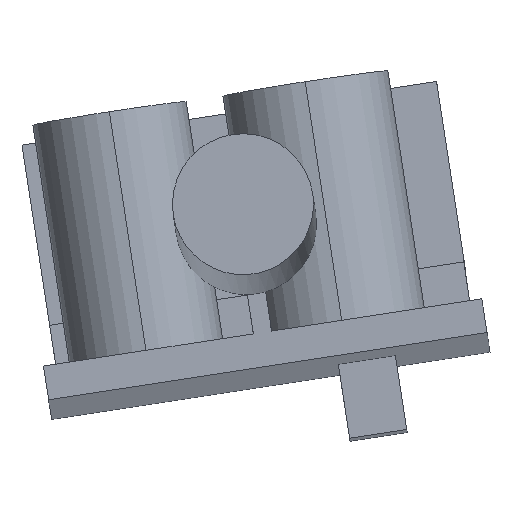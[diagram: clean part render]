
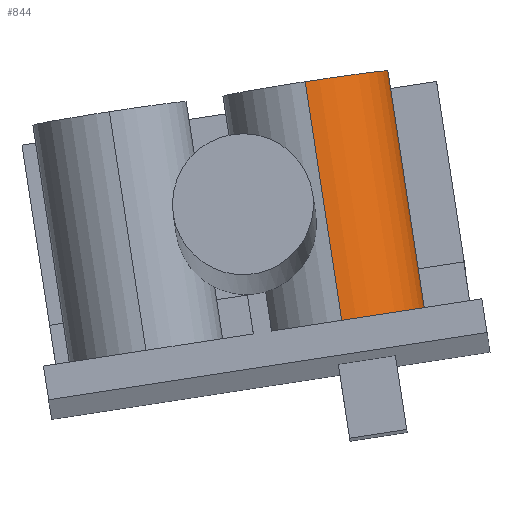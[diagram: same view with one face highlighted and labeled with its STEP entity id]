
A CAD part, left-side view. The second image highlights one B-rep face of the part: STEP entity #844.
In plain terms, the highlighted cylindrical face has radius 2.66 mm (diameter 5.321 mm), a partial arc.
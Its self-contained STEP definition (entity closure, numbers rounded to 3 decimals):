
#461=CARTESIAN_POINT('Vertex',(-6.49,-2.552,1.09)) ;
#463=CARTESIAN_POINT('Vertex',(-11.811,-2.552,1.09)) ;
#466=CARTESIAN_POINT('Axis2P3D Location',(-9.15,-2.552,1.09)) ;
#802=CARTESIAN_POINT('Line Origine',(-6.49,-2.552,4.965)) ;
#806=CARTESIAN_POINT('Vertex',(-6.49,-2.552,8.84)) ;
#809=CARTESIAN_POINT('Line Origine',(-11.811,-2.552,4.965)) ;
#813=CARTESIAN_POINT('Vertex',(-11.811,-2.552,8.84)) ;
#828=CARTESIAN_POINT('Axis2P3D Location',(-9.15,-2.552,4.965)) ;
#833=CARTESIAN_POINT('Axis2P3D Location',(-9.15,-2.552,8.84)) ;
#467=DIRECTION('Axis2P3D Direction',(0.,0.,1.)) ;
#803=DIRECTION('Vector Direction',(0.,0.,1.)) ;
#810=DIRECTION('Vector Direction',(0.,0.,1.)) ;
#829=DIRECTION('Axis2P3D Direction',(0.,0.,1.)) ;
#830=DIRECTION('Axis2P3D XDirection',(-1.,0.,0.)) ;
#834=DIRECTION('Axis2P3D Direction',(0.,0.,1.)) ;
#468=AXIS2_PLACEMENT_3D('Circle Axis2P3D',#466,#467,$) ;
#831=AXIS2_PLACEMENT_3D('Cylinder Axis2P3D',#828,#829,#830) ;
#835=AXIS2_PLACEMENT_3D('Circle Axis2P3D',#833,#834,$) ;
#839=ORIENTED_EDGE('',*,*,#815,.F.) ;
#840=ORIENTED_EDGE('',*,*,#470,.T.) ;
#841=ORIENTED_EDGE('',*,*,#808,.T.) ;
#842=ORIENTED_EDGE('',*,*,#837,.F.) ;
#804=VECTOR('Line Direction',#803,1.) ;
#811=VECTOR('Line Direction',#810,1.) ;
#844=ADVANCED_FACE('PartBody',(#843),#832,.T.) ;
#469=CIRCLE('generated circle',#468,2.66) ;
#836=CIRCLE('generated circle',#835,2.66) ;
#832=CYLINDRICAL_SURFACE('generated cylinder',#831,2.66) ;
#470=EDGE_CURVE('',#464,#462,#469,.T.) ;
#808=EDGE_CURVE('',#462,#807,#805,.T.) ;
#815=EDGE_CURVE('',#464,#814,#812,.T.) ;
#837=EDGE_CURVE('',#814,#807,#836,.T.) ;
#838=EDGE_LOOP('',(#839,#840,#841,#842)) ;
#843=FACE_OUTER_BOUND('',#838,.T.) ;
#805=LINE('Line',#802,#804) ;
#812=LINE('Line',#809,#811) ;
#462=VERTEX_POINT('',#461) ;
#464=VERTEX_POINT('',#463) ;
#807=VERTEX_POINT('',#806) ;
#814=VERTEX_POINT('',#813) ;
